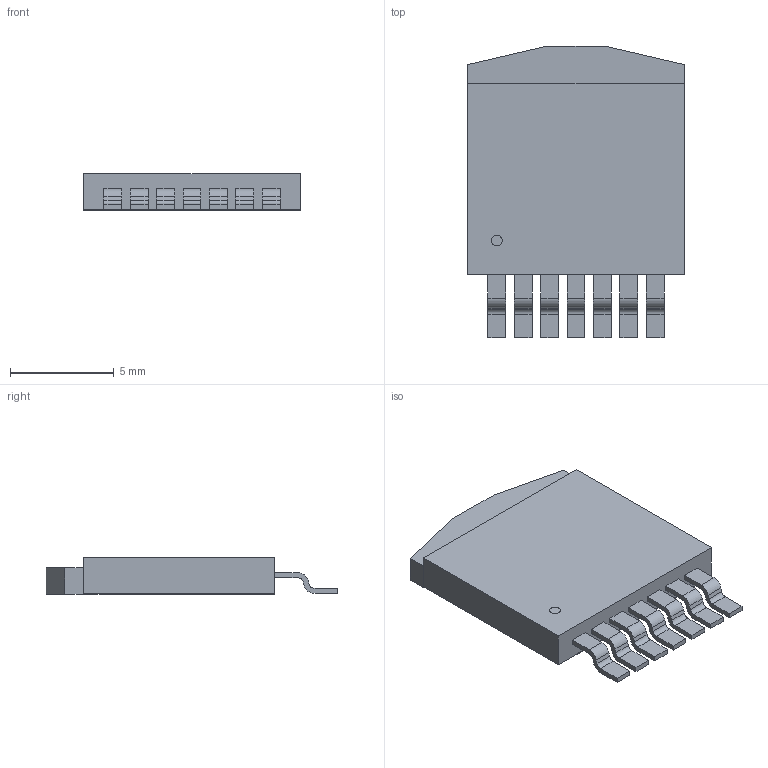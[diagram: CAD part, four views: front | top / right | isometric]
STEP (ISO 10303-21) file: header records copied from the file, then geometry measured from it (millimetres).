
FILE_DESCRIPTION(('STEP AP214'),'1');
FILE_NAME('KTW7-M','2019-11-12T10:37:12',(''),(''),'','','');
FILE_SCHEMA(('AUTOMOTIVE_DESIGN'));
Length unit declared in the file: millimetre
Products named in the file (1): product
Bounding box: 10.41 x 14.02 x 1.75 mm (x, y, z)
Volume: 0 mm3; surface area: 512.8 mm2
Topology: 1 solids, 121 shells, 123 faces, 615 edges, 614 vertices
Faces by surface type: plane 94, cylinder 29
Full cylindrical faces by diameter (mm): 0.521 x1
Entity records: 6812 total; most frequent: CARTESIAN_POINT 1353, VERTEX_POINT 1226, DIRECTION 978, ORIENTED_EDGE 616, EDGE_CURVE 614, LINE 500, VECTOR 500, AXIS2_PLACEMENT_3D 239
